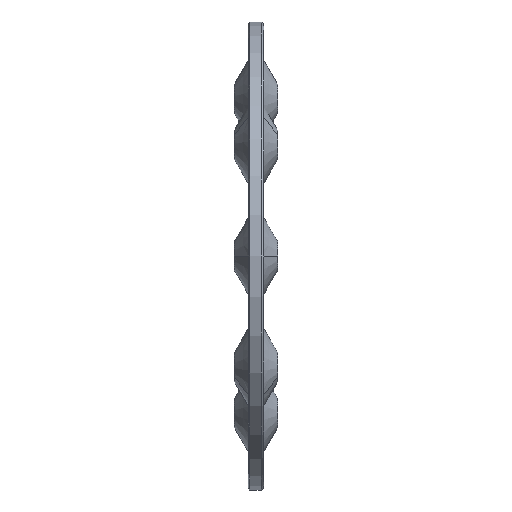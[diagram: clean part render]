
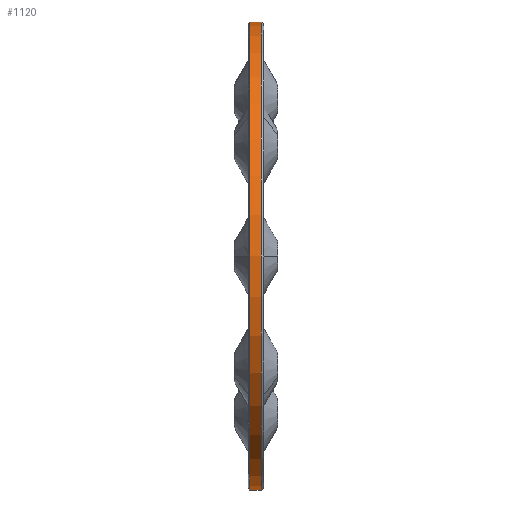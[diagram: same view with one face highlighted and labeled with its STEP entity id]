
A CAD part, left-side view. The second image highlights one B-rep face of the part: STEP entity #1120.
In plain terms, the highlighted cylindrical face has radius 74.5 mm (diameter 149 mm), a partial arc.
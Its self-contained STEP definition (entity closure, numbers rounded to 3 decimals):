
#407 = CYLINDRICAL_SURFACE ( 'NONE', #870, 74.5 ) ;
#460 = CARTESIAN_POINT ( 'NONE',  ( 0., 2.5, -74.5 ) ) ;
#479 = VERTEX_POINT ( 'NONE', #784 ) ;
#579 = ORIENTED_EDGE ( 'NONE', *, *, #1470, .T. ) ;
#627 = AXIS2_PLACEMENT_3D ( 'NONE', #1458, #991, #1332 ) ;
#687 = DIRECTION ( 'NONE',  ( 0., -1., 0. ) ) ;
#784 = CARTESIAN_POINT ( 'NONE',  ( 0., 2., -74.5 ) ) ;
#792 = CARTESIAN_POINT ( 'NONE',  ( 0., -1.634, 74.5 ) ) ;
#804 = EDGE_CURVE ( 'NONE', #479, #2753, #2437, .T. ) ;
#870 = AXIS2_PLACEMENT_3D ( 'NONE', #1071, #1482, #1699 ) ;
#961 = VERTEX_POINT ( 'NONE', #792 ) ;
#977 = CARTESIAN_POINT ( 'NONE',  ( 0., 2., 74.5 ) ) ;
#991 = DIRECTION ( 'NONE',  ( 0., -1., 0. ) ) ;
#1039 = FACE_OUTER_BOUND ( 'NONE', #1278, .T. ) ;
#1071 = CARTESIAN_POINT ( 'NONE',  ( 0., 2.5, 0. ) ) ;
#1120 = ADVANCED_FACE ( 'NONE', ( #1039 ), #407, .T. ) ;
#1140 = DIRECTION ( 'NONE',  ( 0., -1., 0. ) ) ;
#1228 = CARTESIAN_POINT ( 'NONE',  ( 0., -1.634, 0. ) ) ;
#1278 = EDGE_LOOP ( 'NONE', ( #1540, #2693, #1376, #579 ) ) ;
#1325 = CARTESIAN_POINT ( 'NONE',  ( 0., 2.5, 74.5 ) ) ;
#1332 = DIRECTION ( 'NONE',  ( 0., 0., 1. ) ) ;
#1344 = EDGE_CURVE ( 'NONE', #2027, #961, #2486, .T. ) ;
#1376 = ORIENTED_EDGE ( 'NONE', *, *, #804, .T. ) ;
#1421 = DIRECTION ( 'NONE',  ( 0., 1., 0. ) ) ;
#1458 = CARTESIAN_POINT ( 'NONE',  ( 0., 2., 0. ) ) ;
#1470 = EDGE_CURVE ( 'NONE', #2753, #961, #1990, .T. ) ;
#1482 = DIRECTION ( 'NONE',  ( 0., -1., 0. ) ) ;
#1540 = ORIENTED_EDGE ( 'NONE', *, *, #1344, .F. ) ;
#1699 = DIRECTION ( 'NONE',  ( 0., 0., -1. ) ) ;
#1990 = CIRCLE ( 'NONE', #2732, 74.5 ) ;
#2027 = VERTEX_POINT ( 'NONE', #977 ) ;
#2257 = EDGE_CURVE ( 'NONE', #2027, #479, #2663, .T. ) ;
#2299 = CARTESIAN_POINT ( 'NONE',  ( 0., -1.634, -74.5 ) ) ;
#2312 = DIRECTION ( 'NONE',  ( 0., 0., 1. ) ) ;
#2437 = LINE ( 'NONE', #460, #2720 ) ;
#2482 = VECTOR ( 'NONE', #687, 1000. ) ;
#2486 = LINE ( 'NONE', #1325, #2482 ) ;
#2663 = CIRCLE ( 'NONE', #627, 74.5 ) ;
#2693 = ORIENTED_EDGE ( 'NONE', *, *, #2257, .T. ) ;
#2720 = VECTOR ( 'NONE', #1140, 1000. ) ;
#2732 = AXIS2_PLACEMENT_3D ( 'NONE', #1228, #1421, #2312 ) ;
#2753 = VERTEX_POINT ( 'NONE', #2299 ) ;
